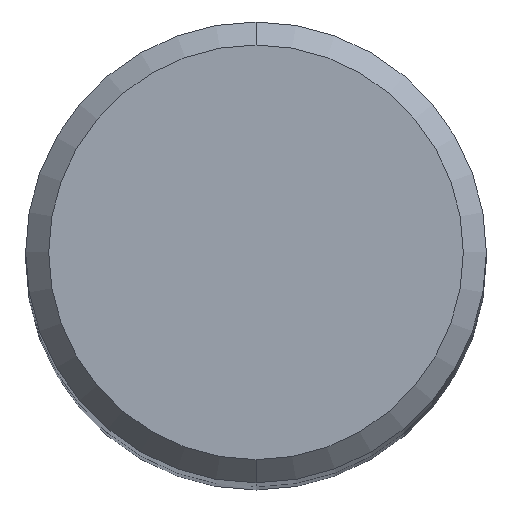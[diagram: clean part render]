
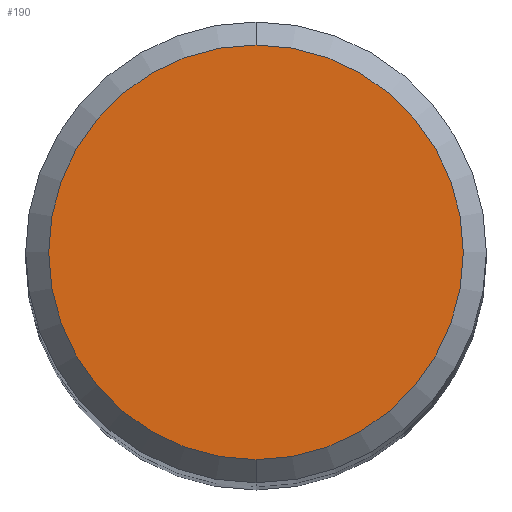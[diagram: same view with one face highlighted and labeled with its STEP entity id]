
A CAD part, top view. The second image highlights one B-rep face of the part: STEP entity #190.
In plain terms, the highlighted planar face has unit normal (0, 0, 1).
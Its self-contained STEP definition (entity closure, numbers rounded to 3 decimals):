
#190=ADVANCED_FACE('',(#523),#524,.T.);
#206=EDGE_CURVE('',#262,#458,#540,.T.);
#262=VERTEX_POINT('',#602);
#458=VERTEX_POINT('',#824);
#502=EDGE_CURVE('',#458,#262,#870,.T.);
#523=FACE_OUTER_BOUND('',#883,.T.);
#524=PLANE('',#884);
#540=CIRCLE('',#907,5.4);
#602=CARTESIAN_POINT('',(0.,-5.4,0.0));
#824=CARTESIAN_POINT('',(0.0,5.4,0.0));
#870=CIRCLE('',#1612,5.4);
#883=EDGE_LOOP('',(#1615,#1616));
#884=AXIS2_PLACEMENT_3D('',#1617,#1618,#1619);
#907=AXIS2_PLACEMENT_3D('',#1628,#1629,#1630);
#1612=AXIS2_PLACEMENT_3D('',#2013,#2014,#2015);
#1615=ORIENTED_EDGE('',*,*,#502,.F.);
#1616=ORIENTED_EDGE('',*,*,#206,.F.);
#1617=CARTESIAN_POINT('',(0.0,2.7,0.0));
#1618=DIRECTION('',(-0.0,0.0,1.0));
#1619=DIRECTION('',(0.0,-1.0,0.0));
#1628=CARTESIAN_POINT('',(0.0,0.0,0.0));
#1629=DIRECTION('',(0.0,0.0,-1.0));
#1630=DIRECTION('',(0.0,1.0,0.0));
#2013=CARTESIAN_POINT('',(0.0,0.0,0.0));
#2014=DIRECTION('',(0.0,0.0,-1.0));
#2015=DIRECTION('',(0.0,1.0,0.0));
